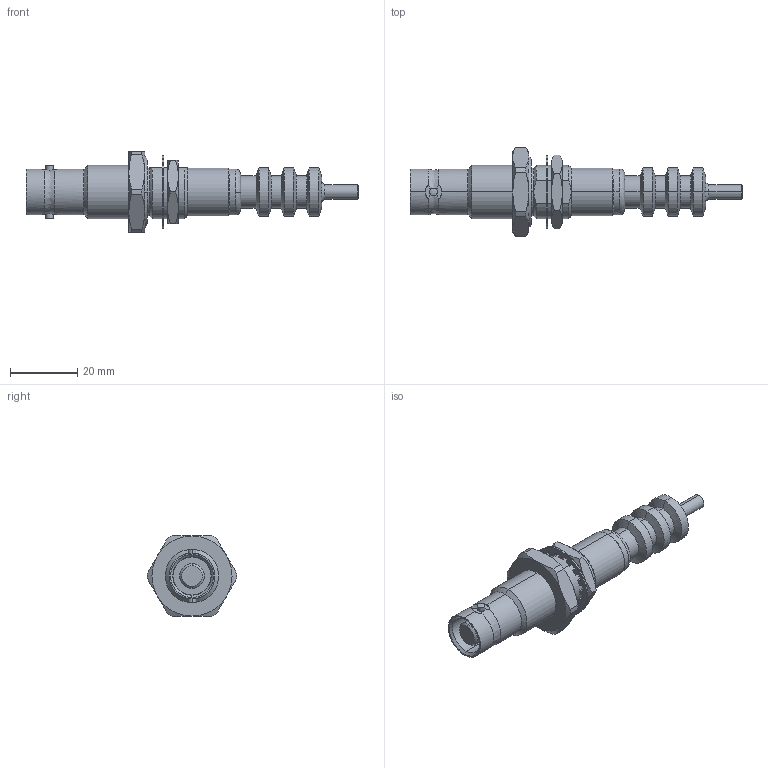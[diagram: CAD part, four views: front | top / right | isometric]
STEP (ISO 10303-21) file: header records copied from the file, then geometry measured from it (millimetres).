
FILE_DESCRIPTION (( 'STEP AP214' ), '1' );
FILE_NAME ('FMCN45845_3D.STEP', '2022-09-21T19:16:35', ( '' ), ( '' ), 'SwSTEP 2.0', 'SolidWorks 2021', '' );
FILE_SCHEMA (( 'AUTOMOTIVE_DESIGN' ));
Length unit declared in the file: inch
Products named in the file (5): FMCN45845_3D; 20KV-8501-0000; N8105-8_5; 20KV8500-4_3; N8105-7_4
Assembly tree (4 placements, depth 2):
  FMCN45845_3D
    20KV-8501-0000
    20KV8500-4_3
    N8105-7_4
    N8105-8_5
Bounding box: 98.77 x 26.59 x 23.85 mm (x, y, z)
Volume: 12207.8 mm3; surface area: 10085.4 mm2
Topology: 4 solids, 4 shells, 224 faces, 550 edges, 342 vertices
Faces by surface type: cylinder 92, plane 65, cone 44, bspline 23
Entity records: 7372 total; most frequent: CARTESIAN_POINT 1908, DIRECTION 1127, ORIENTED_EDGE 1100, EDGE_CURVE 550, AXIS2_PLACEMENT_3D 445, VERTEX_POINT 342, EDGE_LOOP 238, VECTOR 237
